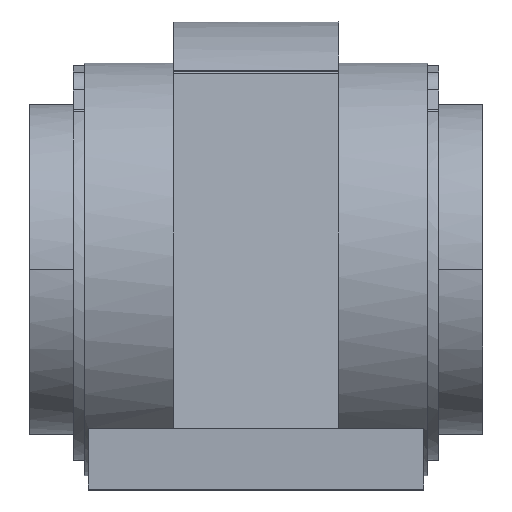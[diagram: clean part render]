
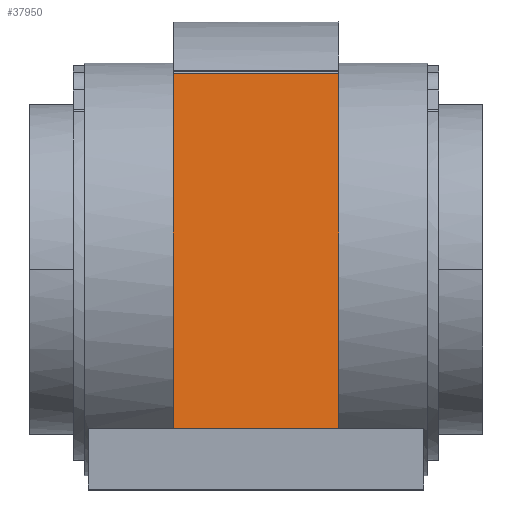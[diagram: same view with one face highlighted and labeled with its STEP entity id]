
A CAD part, top view. The second image highlights one B-rep face of the part: STEP entity #37950.
In plain terms, the highlighted free-form (B-spline) face has degree [1, 1] with [2, 2] control points.
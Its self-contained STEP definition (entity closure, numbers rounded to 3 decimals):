
#37600 = CARTESIAN_POINT ('', (30., 22., 99.999));
#37610 = VERTEX_POINT ('', #37600);
#37620 = CARTESIAN_POINT ('', (30., 151.087, 88.705));
#37630 = VERTEX_POINT ('', #37620);
#37640 = CARTESIAN_POINT ('', (30., 22., 99.999));
#37650 = CARTESIAN_POINT ('', (30., 151.087, 88.705));
#37660 = B_SPLINE_CURVE_WITH_KNOTS ('', 1, (#37640, #37650), .UNSPECIFIED., .F., .U., (2, 2), (0., 1.), .UNSPECIFIED.);
#37670 = EDGE_CURVE ('', #37610, #37630, #37660, .T.);
#37680 = ORIENTED_EDGE ('', *, *, #37670, .T.);
#37690 = CARTESIAN_POINT ('', (-30., 151.087, 88.705));
#37700 = VERTEX_POINT ('', #37690);
#37710 = CARTESIAN_POINT ('', (30., 151.087, 88.705));
#37720 = CARTESIAN_POINT ('', (-30., 151.087, 88.705));
#37730 = B_SPLINE_CURVE_WITH_KNOTS ('', 1, (#37710, #37720), .UNSPECIFIED., .F., .U., (2, 2), (0., 1.), .UNSPECIFIED.);
#37740 = EDGE_CURVE ('', #37630, #37700, #37730, .T.);
#37750 = ORIENTED_EDGE ('', *, *, #37740, .T.);
#37760 = CARTESIAN_POINT ('', (-30., 22., 99.999));
#37770 = VERTEX_POINT ('', #37760);
#37780 = CARTESIAN_POINT ('', (-30., 151.087, 88.705));
#37790 = CARTESIAN_POINT ('', (-30., 22., 99.999));
#37800 = B_SPLINE_CURVE_WITH_KNOTS ('', 1, (#37780, #37790), .UNSPECIFIED., .F., .U., (2, 2), (0., 1.), .UNSPECIFIED.);
#37810 = EDGE_CURVE ('', #37700, #37770, #37800, .T.);
#37820 = ORIENTED_EDGE ('', *, *, #37810, .T.);
#37830 = CARTESIAN_POINT ('', (-30., 22., 99.999));
#37840 = CARTESIAN_POINT ('', (30., 22., 99.999));
#37850 = B_SPLINE_CURVE_WITH_KNOTS ('', 1, (#37830, #37840), .UNSPECIFIED., .F., .U., (2, 2), (0., 1.), .UNSPECIFIED.);
#37860 = EDGE_CURVE ('', #37770, #37610, #37850, .T.);
#37870 = ORIENTED_EDGE ('', *, *, #37860, .T.);
#37880 = EDGE_LOOP ('', (#37680, #37750, #37820, #37870));
#37890 = FACE_OUTER_BOUND ('', #37880, .T.);
#37900 = CARTESIAN_POINT ('', (30., 22., 99.999));
#37910 = CARTESIAN_POINT ('', (-30., 22., 99.999));
#37920 = CARTESIAN_POINT ('', (30., 151.087, 88.705));
#37930 = CARTESIAN_POINT ('', (-30., 151.087, 88.705));
#37940 = B_SPLINE_SURFACE_WITH_KNOTS ('', 1, 1, ((#37900, #37910), (#37920, #37930)), .UNSPECIFIED., .F., .F., .U., (2, 2), (2, 2), (0., 1.), (0., 1.), .UNSPECIFIED.);
#37950 = ADVANCED_FACE ('', (#37890), #37940, .T.);
